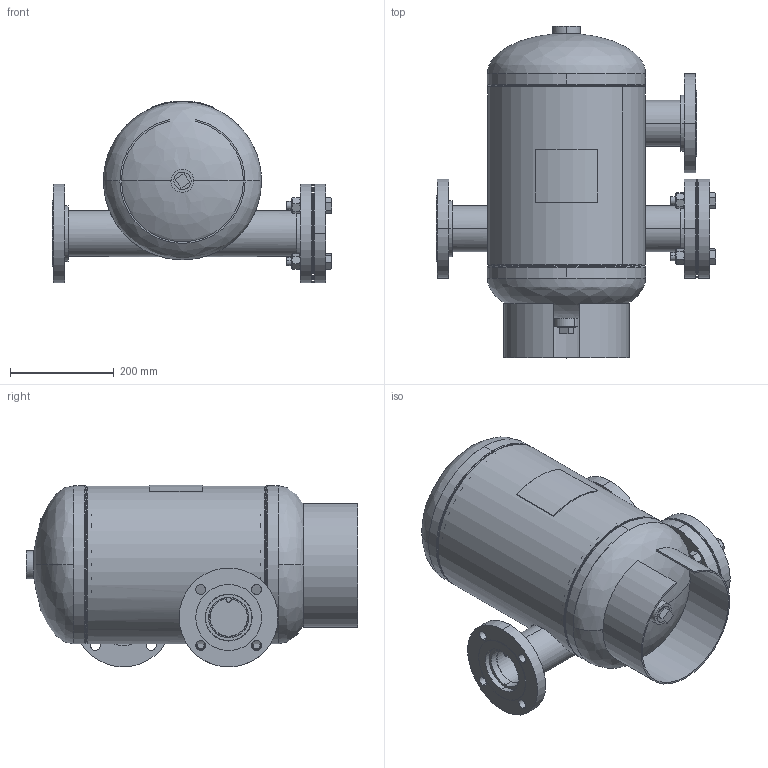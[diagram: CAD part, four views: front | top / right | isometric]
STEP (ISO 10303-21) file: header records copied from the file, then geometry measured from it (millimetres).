
FILE_DESCRIPTION (( 'STEP AP203' ), '1' );
FILE_NAME ('SPA-3-S.STEP', '2022-04-21T17:35:23', ( '' ), ( '' ), 'SwSTEP 2.0', 'SolidWorks 2021', '' );
FILE_SCHEMA (( 'CONFIG_CONTROL_DESIGN' ));
Length unit declared in the file: inch
Products named in the file (20): 9600830_12" VERT; 9500060; 9200040; 05103001; 72Q0888; 9800620_HHNUT 0.6250-11-D-N; 9800552_HHBOLT 0.6250-11x2.5x2.5-N; PLUGS_9500150; 9100240_.5; 9301080_8.5; BLIND FLANGES ASME B16.5_3 150# SA-105; 72P0887_9; SORF FLANGES ASME B16.5_3 150# SA-105; 72A0885; SPA-3-S; Garlock F.F. Gaskets 150# .0625 tk_9471203; 9500050; 72A0886; 9800814
Assembly tree (27 placements, depth 3):
  SPA-3-S
    05103001
    9200040
    9200040
    9500060
    9500050
    PLUGS_9500150
    72A0885
      9301080_8.5
      SORF FLANGES ASME B16.5_3 150# SA-105
    72A0886  x2
      72P0887_9
      SORF FLANGES ASME B16.5_3 150# SA-105
    BLIND FLANGES ASME B16.5_3 150# SA-105
    9800552_HHBOLT 0.6250-11x2.5x2.5-N  x4
    9800620_HHNUT 0.6250-11-D-N  x4
    Garlock F.F. Gaskets 150# .0625 tk_9471203
    9100240_.5
    9800814
    72Q0888
    9600830_12" VERT
Bounding box: 538.33 x 639.78 x 350.6 mm (x, y, z)
Volume: 4768922.9 mm3; surface area: 2173686.4 mm2
Topology: 26 solids, 26 shells, 439 faces, 968 edges, 592 vertices
Faces by surface type: cylinder 153, plane 120, cone 120, torus 24, bspline 22
Entity records: 18819 total; most frequent: CARTESIAN_POINT 10715, DIRECTION 1284, ORIENTED_EDGE 1120, EDGE_CURVE 560, AXIS2_PLACEMENT_3D 554, VERTEX_POINT 346, EDGE_LOOP 306, CIRCLE 292
